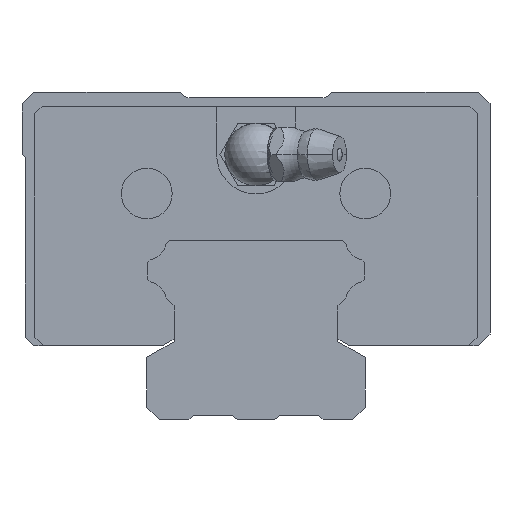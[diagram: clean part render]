
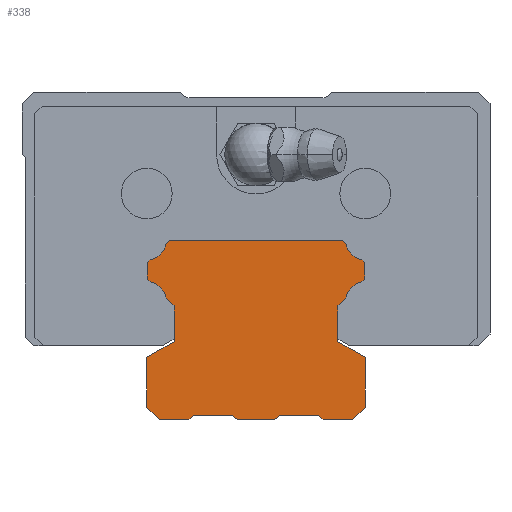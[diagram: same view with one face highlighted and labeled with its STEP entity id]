
A CAD part, front view. The second image highlights one B-rep face of the part: STEP entity #338.
In plain terms, the highlighted planar face has unit normal (0, -1, 0).
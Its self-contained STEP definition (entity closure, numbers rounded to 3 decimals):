
#338=ADVANCED_FACE('',(#723),#724,.T.);
#723=FACE_OUTER_BOUND('',#1219,.T.);
#724=PLANE('',#1220);
#1219=EDGE_LOOP('',(#2625,#2626,#2627,#2628,#2629,#2630,#2631,#2632,#2633,#2634,#2635,#2636,#2637,#2638,#2639,#2640,#2641,#2642,#2643,#2644,#2645,#2646,#2647,#2648,#2649,#2650,#2651,#2652,#2653,#2654,#2655,#2656));
#1220=AXIS2_PLACEMENT_3D('',#2657,#2658,#2659);
#2625=ORIENTED_EDGE('',*,*,#3397,.T.);
#2626=ORIENTED_EDGE('',*,*,#3449,.T.);
#2627=ORIENTED_EDGE('',*,*,#3450,.F.);
#2628=ORIENTED_EDGE('',*,*,#3426,.T.);
#2629=ORIENTED_EDGE('',*,*,#3451,.T.);
#2630=ORIENTED_EDGE('',*,*,#3418,.T.);
#2631=ORIENTED_EDGE('',*,*,#3452,.F.);
#2632=ORIENTED_EDGE('',*,*,#3453,.T.);
#2633=ORIENTED_EDGE('',*,*,#3454,.F.);
#2634=ORIENTED_EDGE('',*,*,#3380,.T.);
#2635=ORIENTED_EDGE('',*,*,#3410,.T.);
#2636=ORIENTED_EDGE('',*,*,#3455,.F.);
#2637=ORIENTED_EDGE('',*,*,#3456,.T.);
#2638=ORIENTED_EDGE('',*,*,#3439,.T.);
#2639=ORIENTED_EDGE('',*,*,#3446,.F.);
#2640=ORIENTED_EDGE('',*,*,#3457,.F.);
#2641=ORIENTED_EDGE('',*,*,#3401,.T.);
#2642=ORIENTED_EDGE('',*,*,#3458,.F.);
#2643=ORIENTED_EDGE('',*,*,#3389,.F.);
#2644=ORIENTED_EDGE('',*,*,#3459,.F.);
#2645=ORIENTED_EDGE('',*,*,#3460,.F.);
#2646=ORIENTED_EDGE('',*,*,#3411,.T.);
#2647=ORIENTED_EDGE('',*,*,#3461,.T.);
#2648=ORIENTED_EDGE('',*,*,#3462,.F.);
#2649=ORIENTED_EDGE('',*,*,#3435,.T.);
#2650=ORIENTED_EDGE('',*,*,#3463,.F.);
#2651=ORIENTED_EDGE('',*,*,#3464,.F.);
#2652=ORIENTED_EDGE('',*,*,#3382,.F.);
#2653=ORIENTED_EDGE('',*,*,#3465,.F.);
#2654=ORIENTED_EDGE('',*,*,#3466,.F.);
#2655=ORIENTED_EDGE('',*,*,#3405,.T.);
#2656=ORIENTED_EDGE('',*,*,#3467,.F.);
#2657=CARTESIAN_POINT('',(-14.067,-140.0,23.067));
#2658=DIRECTION('',(0.0,-1.0,0.0));
#2659=DIRECTION('',(0.0,0.0,-1.0));
#3380=EDGE_CURVE('',#4193,#4191,#4194,.T.);
#3382=EDGE_CURVE('',#4196,#4197,#4198,.T.);
#3389=EDGE_CURVE('',#4209,#4210,#4211,.T.);
#3397=EDGE_CURVE('',#4224,#4222,#4225,.T.);
#3401=EDGE_CURVE('',#4230,#4231,#4232,.T.);
#3405=EDGE_CURVE('',#4238,#4239,#4240,.T.);
#3410=EDGE_CURVE('',#4191,#4246,#4248,.T.);
#3411=EDGE_CURVE('',#4249,#4250,#4251,.T.);
#3418=EDGE_CURVE('',#4262,#4263,#4264,.T.);
#3426=EDGE_CURVE('',#4278,#4279,#4280,.T.);
#3435=EDGE_CURVE('',#4292,#4293,#4294,.T.);
#3439=EDGE_CURVE('',#4300,#4301,#4302,.T.);
#3446=EDGE_CURVE('',#4313,#4301,#4314,.T.);
#3449=EDGE_CURVE('',#4222,#4318,#4319,.T.);
#3450=EDGE_CURVE('',#4278,#4318,#4320,.T.);
#3451=EDGE_CURVE('',#4279,#4262,#4321,.T.);
#3452=EDGE_CURVE('',#4322,#4263,#4323,.T.);
#3453=EDGE_CURVE('',#4322,#4324,#4325,.T.);
#3454=EDGE_CURVE('',#4193,#4324,#4326,.T.);
#3455=EDGE_CURVE('',#4327,#4246,#4328,.T.);
#3456=EDGE_CURVE('',#4327,#4300,#4329,.T.);
#3457=EDGE_CURVE('',#4230,#4313,#4330,.T.);
#3458=EDGE_CURVE('',#4210,#4231,#4331,.T.);
#3459=EDGE_CURVE('',#4332,#4209,#4333,.T.);
#3460=EDGE_CURVE('',#4249,#4332,#4334,.T.);
#3461=EDGE_CURVE('',#4250,#4335,#4336,.T.);
#3462=EDGE_CURVE('',#4292,#4335,#4337,.T.);
#3463=EDGE_CURVE('',#4338,#4293,#4339,.T.);
#3464=EDGE_CURVE('',#4197,#4338,#4340,.T.);
#3465=EDGE_CURVE('',#4341,#4196,#4342,.T.);
#3466=EDGE_CURVE('',#4238,#4341,#4343,.T.);
#3467=EDGE_CURVE('',#4224,#4239,#4344,.T.);
#4191=VERTEX_POINT('',#5497);
#4193=VERTEX_POINT('',#5500);
#4194=LINE('',#5501,#5502);
#4196=VERTEX_POINT('',#5505);
#4197=VERTEX_POINT('',#5506);
#4198=CIRCLE('',#5507,2.6);
#4209=VERTEX_POINT('',#5522);
#4210=VERTEX_POINT('',#5523);
#4211=LINE('',#5524,#5525);
#4222=VERTEX_POINT('',#5540);
#4224=VERTEX_POINT('',#5543);
#4225=LINE('',#5544,#5545);
#4230=VERTEX_POINT('',#5552);
#4231=VERTEX_POINT('',#5553);
#4232=LINE('',#5554,#5555);
#4238=VERTEX_POINT('',#5564);
#4239=VERTEX_POINT('',#5565);
#4240=LINE('',#5566,#5567);
#4246=VERTEX_POINT('',#5576);
#4248=LINE('',#5579,#5580);
#4249=VERTEX_POINT('',#5581);
#4250=VERTEX_POINT('',#5582);
#4251=LINE('',#5583,#5584);
#4262=VERTEX_POINT('',#5600);
#4263=VERTEX_POINT('',#5601);
#4264=LINE('',#5602,#5603);
#4278=VERTEX_POINT('',#5623);
#4279=VERTEX_POINT('',#5624);
#4280=LINE('',#5625,#5626);
#4292=VERTEX_POINT('',#5641);
#4293=VERTEX_POINT('',#5642);
#4294=LINE('',#5643,#5644);
#4300=VERTEX_POINT('',#5653);
#4301=VERTEX_POINT('',#5654);
#4302=LINE('',#5655,#5656);
#4313=VERTEX_POINT('',#5672);
#4314=LINE('',#5673,#5674);
#4318=VERTEX_POINT('',#5680);
#4319=LINE('',#5681,#5682);
#4320=LINE('',#5683,#5684);
#4321=LINE('',#5685,#5686);
#4322=VERTEX_POINT('',#5687);
#4323=LINE('',#5688,#5689);
#4324=VERTEX_POINT('',#5690);
#4325=LINE('',#5691,#5692);
#4326=LINE('',#5693,#5694);
#4327=VERTEX_POINT('',#5695);
#4328=LINE('',#5696,#5697);
#4329=LINE('',#5698,#5699);
#4330=LINE('',#5700,#5701);
#4331=LINE('',#5702,#5703);
#4332=VERTEX_POINT('',#5704);
#4333=CIRCLE('',#5705,2.6);
#4334=LINE('',#5706,#5707);
#4335=VERTEX_POINT('',#5708);
#4336=LINE('',#5709,#5710);
#4337=CIRCLE('',#5711,2.6);
#4338=VERTEX_POINT('',#5712);
#4339=LINE('',#5713,#5714);
#4340=LINE('',#5715,#5716);
#4341=VERTEX_POINT('',#5717);
#4342=LINE('',#5718,#5719);
#4343=LINE('',#5720,#5721);
#4344=CIRCLE('',#5722,2.6);
#5497=CARTESIAN_POINT('',(2.4,-140.0,0.0));
#5500=CARTESIAN_POINT('',(-2.4,-140.0,0.0));
#5501=CARTESIAN_POINT('',(-2.4,-140.0,0.0));
#5502=VECTOR('',#6451,1000.0);
#5505=CARTESIAN_POINT('',(-13.588,-140.0,20.512));
#5506=CARTESIAN_POINT('',(-11.512,-140.0,22.588));
#5507=AXIS2_PLACEMENT_3D('',#6453,#6454,#6455);
#5522=CARTESIAN_POINT('',(11.512,-140.0,15.612));
#5523=CARTESIAN_POINT('',(10.5,-140.0,14.601));
#5524=CARTESIAN_POINT('',(11.512,-140.0,15.612));
#5525=VECTOR('',#6466,1000.0);
#5540=CARTESIAN_POINT('',(-10.5,-140.0,14.601));
#5543=CARTESIAN_POINT('',(-11.512,-140.0,15.612));
#5544=CARTESIAN_POINT('',(-11.512,-140.0,15.612));
#5545=VECTOR('',#6478,1000.0);
#5552=CARTESIAN_POINT('',(14.0,-140.0,8.0));
#5553=CARTESIAN_POINT('',(10.5,-140.0,10.021));
#5554=CARTESIAN_POINT('',(14.0,-140.0,8.0));
#5555=VECTOR('',#6484,1000.0);
#5564=CARTESIAN_POINT('',(-13.93,-140.0,18.031));
#5565=CARTESIAN_POINT('',(-13.588,-140.0,17.688));
#5566=CARTESIAN_POINT('',(-13.93,-140.0,18.031));
#5567=VECTOR('',#6488,1000.0);
#5576=CARTESIAN_POINT('',(3.0,-140.0,0.6));
#5579=CARTESIAN_POINT('',(2.4,-140.0,0.0));
#5580=VECTOR('',#6493,1000.0);
#5581=CARTESIAN_POINT('',(13.93,-140.0,18.031));
#5582=CARTESIAN_POINT('',(13.93,-140.0,20.169));
#5583=CARTESIAN_POINT('',(13.93,-140.0,18.031));
#5584=VECTOR('',#6494,1000.0);
#5600=CARTESIAN_POINT('',(-12.4,-140.0,0.0));
#5601=CARTESIAN_POINT('',(-8.6,-140.0,0.0));
#5602=CARTESIAN_POINT('',(-12.4,-140.0,0.0));
#5603=VECTOR('',#6503,1000.0);
#5623=CARTESIAN_POINT('',(-14.0,-140.0,8.0));
#5624=CARTESIAN_POINT('',(-14.0,-140.0,1.6));
#5625=CARTESIAN_POINT('',(-14.0,-140.0,8.0));
#5626=VECTOR('',#6513,1000.0);
#5641=CARTESIAN_POINT('',(11.512,-140.0,22.588));
#5642=CARTESIAN_POINT('',(11.099,-140.0,23.0));
#5643=CARTESIAN_POINT('',(11.512,-140.0,22.588));
#5644=VECTOR('',#6532,1000.0);
#5653=CARTESIAN_POINT('',(8.6,-140.0,0.0));
#5654=CARTESIAN_POINT('',(12.4,-140.0,0.0));
#5655=CARTESIAN_POINT('',(8.6,-140.0,0.0));
#5656=VECTOR('',#6536,1000.0);
#5672=CARTESIAN_POINT('',(14.0,-140.0,1.6));
#5673=CARTESIAN_POINT('',(14.0,-140.0,1.6));
#5674=VECTOR('',#6545,1000.0);
#5680=CARTESIAN_POINT('',(-10.5,-140.0,10.021));
#5681=CARTESIAN_POINT('',(-10.5,-140.0,10.367));
#5682=VECTOR('',#6548,1000.0);
#5683=CARTESIAN_POINT('',(-14.0,-140.0,8.0));
#5684=VECTOR('',#6549,1000.0);
#5685=CARTESIAN_POINT('',(-14.0,-140.0,1.6));
#5686=VECTOR('',#6550,1000.0);
#5687=CARTESIAN_POINT('',(-8.0,-140.0,0.6));
#5688=CARTESIAN_POINT('',(-8.0,-140.0,0.6));
#5689=VECTOR('',#6551,1000.0);
#5690=CARTESIAN_POINT('',(-3.0,-140.0,0.6));
#5691=CARTESIAN_POINT('',(-8.0,-140.0,0.6));
#5692=VECTOR('',#6552,1000.0);
#5693=CARTESIAN_POINT('',(-2.4,-140.0,0.0));
#5694=VECTOR('',#6553,1000.0);
#5695=CARTESIAN_POINT('',(8.0,-140.0,0.6));
#5696=CARTESIAN_POINT('',(8.0,-140.0,0.6));
#5697=VECTOR('',#6554,1000.0);
#5698=CARTESIAN_POINT('',(8.0,-140.0,0.6));
#5699=VECTOR('',#6555,1000.0);
#5700=CARTESIAN_POINT('',(14.0,-140.0,8.0));
#5701=VECTOR('',#6556,1000.0);
#5702=CARTESIAN_POINT('',(10.5,-140.0,10.367));
#5703=VECTOR('',#6557,1000.0);
#5704=CARTESIAN_POINT('',(13.588,-140.0,17.688));
#5705=AXIS2_PLACEMENT_3D('',#6558,#6559,#6560);
#5706=CARTESIAN_POINT('',(13.93,-140.0,18.031));
#5707=VECTOR('',#6561,1000.0);
#5708=CARTESIAN_POINT('',(13.588,-140.0,20.512));
#5709=CARTESIAN_POINT('',(13.93,-140.0,20.169));
#5710=VECTOR('',#6562,1000.0);
#5711=AXIS2_PLACEMENT_3D('',#6563,#6564,#6565);
#5712=CARTESIAN_POINT('',(-11.099,-140.0,23.0));
#5713=CARTESIAN_POINT('',(-14.067,-140.0,23.0));
#5714=VECTOR('',#6566,1000.0);
#5715=CARTESIAN_POINT('',(-11.512,-140.0,22.588));
#5716=VECTOR('',#6567,1000.0);
#5717=CARTESIAN_POINT('',(-13.93,-140.0,20.169));
#5718=CARTESIAN_POINT('',(-13.93,-140.0,20.169));
#5719=VECTOR('',#6568,1000.0);
#5720=CARTESIAN_POINT('',(-13.93,-140.0,18.031));
#5721=VECTOR('',#6569,1000.0);
#5722=AXIS2_PLACEMENT_3D('',#6570,#6571,#6572);
#6451=DIRECTION('',(1.0,0.0,0.0));
#6453=CARTESIAN_POINT('',(-14.067,-140.0,23.067));
#6454=DIRECTION('',(0.0,-1.0,0.0));
#6455=DIRECTION('',(1.0,0.0,0.0));
#6466=DIRECTION('',(-0.707,0.0,-0.707));
#6478=DIRECTION('',(0.707,0.0,-0.707));
#6484=DIRECTION('',(-0.866,0.0,0.5));
#6488=DIRECTION('',(0.707,0.0,-0.707));
#6493=DIRECTION('',(0.707,0.0,0.707));
#6494=DIRECTION('',(0.0,0.0,1.0));
#6503=DIRECTION('',(1.0,0.0,0.0));
#6513=DIRECTION('',(0.0,0.0,-1.0));
#6532=DIRECTION('',(-0.707,0.0,0.707));
#6536=DIRECTION('',(1.0,0.0,0.0));
#6545=DIRECTION('',(-0.707,0.0,-0.707));
#6548=DIRECTION('',(0.0,0.0,-1.0));
#6549=DIRECTION('',(0.866,0.0,0.5));
#6550=DIRECTION('',(0.707,0.0,-0.707));
#6551=DIRECTION('',(-0.707,0.0,-0.707));
#6552=DIRECTION('',(1.0,0.0,0.0));
#6553=DIRECTION('',(-0.707,0.0,0.707));
#6554=DIRECTION('',(-1.0,0.0,0.0));
#6555=DIRECTION('',(0.707,0.0,-0.707));
#6556=DIRECTION('',(0.0,0.0,-1.0));
#6557=DIRECTION('',(0.0,0.0,-1.0));
#6558=CARTESIAN_POINT('',(14.067,-140.0,15.133));
#6559=DIRECTION('',(0.0,-1.0,0.0));
#6560=DIRECTION('',(1.0,0.0,0.0));
#6561=DIRECTION('',(-0.707,0.0,-0.707));
#6562=DIRECTION('',(-0.707,0.0,0.707));
#6563=CARTESIAN_POINT('',(14.067,-140.0,23.067));
#6564=DIRECTION('',(0.0,-1.0,0.0));
#6565=DIRECTION('',(1.0,0.0,0.0));
#6566=DIRECTION('',(1.0,0.0,0.0));
#6567=DIRECTION('',(0.707,0.0,0.707));
#6568=DIRECTION('',(0.707,0.0,0.707));
#6569=DIRECTION('',(0.0,0.0,1.0));
#6570=CARTESIAN_POINT('',(-14.067,-140.0,15.133));
#6571=DIRECTION('',(0.0,-1.0,0.0));
#6572=DIRECTION('',(1.0,0.0,0.0));
